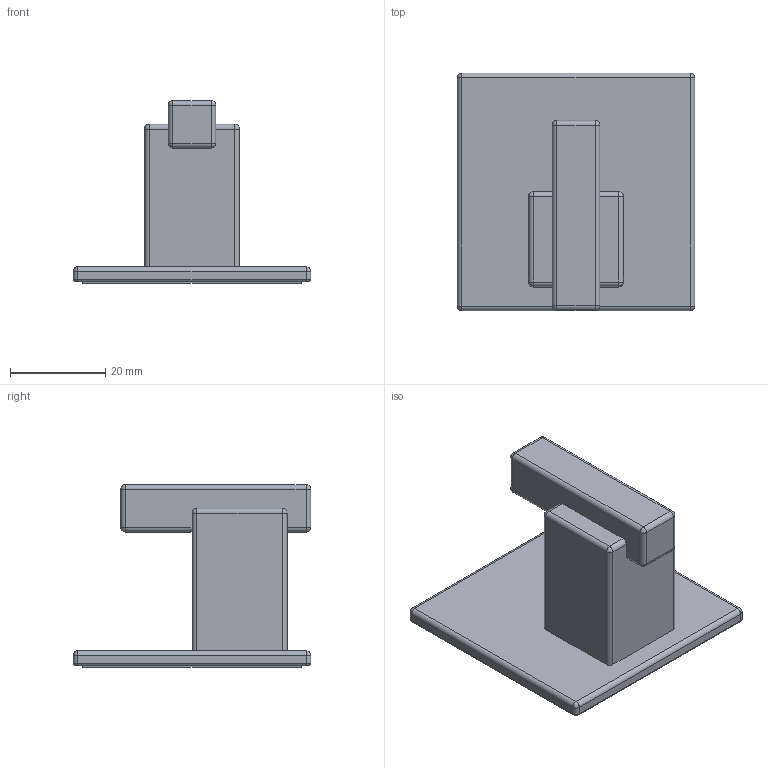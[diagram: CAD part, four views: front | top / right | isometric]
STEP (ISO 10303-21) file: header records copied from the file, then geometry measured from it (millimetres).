
FILE_DESCRIPTION(('Creo Elements/Direct Modeling STEP Export'),'2;1');
FILE_NAME('2330.stp','2022-05-04T 9:22:37',(''),(''),'Creo Elements/Direct Modeling STEP processor for AP214 (Solid Model)','Creo Elements/Direct Modeling 20.0 12-Nov-2016 (C) Parametric Technology GmbH','');
FILE_SCHEMA(('AUTOMOTIVE_DESIGN { 1 0 10303 214 1 1 1 1 }'));
Length unit declared in the file: millimetre
Products named in the file (5): Haken1.1; Grundplatte; Klebepad; Schraube_M_4x12_DIN_965.1; ZN-9231
Assembly tree (4 placements, depth 2):
  ZN-9231
    Schraube_M_4x12_DIN_965.1
    Klebepad
    Grundplatte
    Haken1.1
Bounding box: 50 x 50 x 38.5 mm (x, y, z)
Volume: 15794.2 mm3; surface area: 18743 mm2
Topology: 4 solids, 4 shells, 407 faces, 1105 edges, 697 vertices
Faces by surface type: plane 325, cylinder 54, sphere 16, cone 8, torus 4
Entity records: 12396 total; most frequent: ORIENTED_EDGE 2170, CARTESIAN_POINT 2156, DIRECTION 1961, EDGE_CURVE 1085, VECTOR 957, LINE 957, VERTEX_POINT 697, AXIS2_PLACEMENT_3D 502
